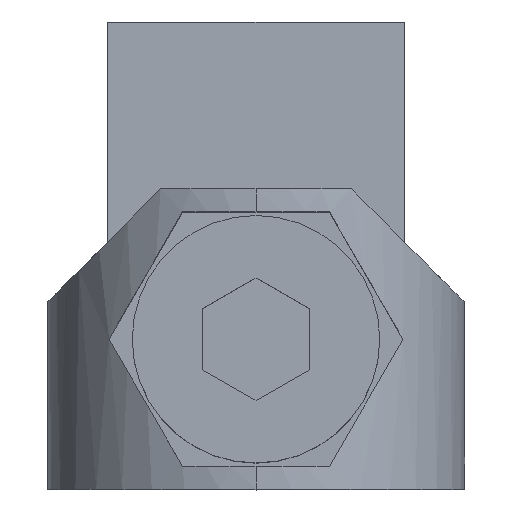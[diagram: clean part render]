
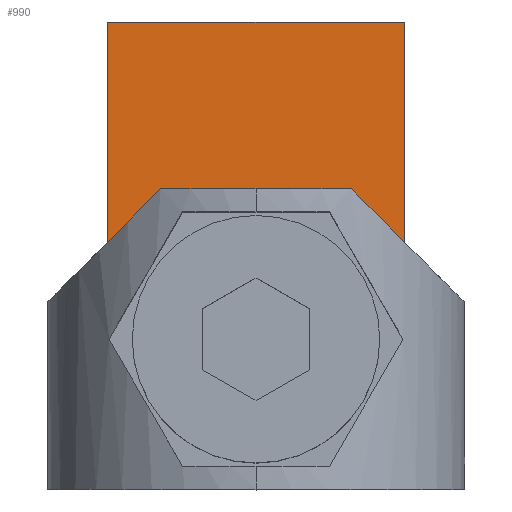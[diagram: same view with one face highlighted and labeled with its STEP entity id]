
A CAD part, top view. The second image highlights one B-rep face of the part: STEP entity #990.
In plain terms, the highlighted planar face has unit normal (0, 0, 1).
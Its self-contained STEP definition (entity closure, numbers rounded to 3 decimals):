
#7 = FACE_OUTER_BOUND ( 'NONE', #147, .T. ) ;
#15 = VERTEX_POINT ( 'NONE', #841 ) ;
#17 = ORIENTED_EDGE ( 'NONE', *, *, #1184, .T. ) ;
#22 = EDGE_CURVE ( 'NONE', #15, #661, #453, .T. ) ;
#29 = CARTESIAN_POINT ( 'NONE',  ( -4.2, -3., -11.8 ) ) ;
#31 = ORIENTED_EDGE ( 'NONE', *, *, #873, .T. ) ;
#53 = CIRCLE ( 'NONE', #323, 2. ) ;
#137 = CARTESIAN_POINT ( 'NONE',  ( -4.2, 9., -11.8 ) ) ;
#147 = EDGE_LOOP ( 'NONE', ( #239, #17, #31, #483 ) ) ;
#171 = DIRECTION ( 'NONE',  ( 1., 0., 0. ) ) ;
#211 = DIRECTION ( 'NONE',  ( -1., 0., 0. ) ) ;
#215 = DIRECTION ( 'NONE',  ( 0., -1., 0. ) ) ;
#221 = VECTOR ( 'NONE', #171, 1000. ) ;
#228 = CARTESIAN_POINT ( 'NONE',  ( 4.2, -3., -11.8 ) ) ;
#232 = DIRECTION ( 'NONE',  ( 0., 1., 0. ) ) ;
#239 = ORIENTED_EDGE ( 'NONE', *, *, #22, .T. ) ;
#265 = FACE_BOUND ( 'NONE', #735, .T. ) ;
#281 = DIRECTION ( 'NONE',  ( 0., 0., 1. ) ) ;
#284 = LINE ( 'NONE', #680, #742 ) ;
#323 = AXIS2_PLACEMENT_3D ( 'NONE', #409, #785, #1039 ) ;
#336 = CARTESIAN_POINT ( 'NONE',  ( 4.2, 9., -11.8 ) ) ;
#361 = VECTOR ( 'NONE', #232, 1000. ) ;
#409 = CARTESIAN_POINT ( 'NONE',  ( 0., 0., -11.8 ) ) ;
#430 = CARTESIAN_POINT ( 'NONE',  ( 4.2, -3., -11.8 ) ) ;
#453 = LINE ( 'NONE', #636, #221 ) ;
#462 = LINE ( 'NONE', #228, #361 ) ;
#468 = EDGE_CURVE ( 'NONE', #914, #1025, #53, .T. ) ;
#483 = ORIENTED_EDGE ( 'NONE', *, *, #992, .T. ) ;
#510 = VERTEX_POINT ( 'NONE', #137 ) ;
#513 = VERTEX_POINT ( 'NONE', #336 ) ;
#522 = DIRECTION ( 'NONE',  ( 1., 0., 0. ) ) ;
#552 = AXIS2_PLACEMENT_3D ( 'NONE', #980, #874, #522 ) ;
#573 = ORIENTED_EDGE ( 'NONE', *, *, #739, .F. ) ;
#636 = CARTESIAN_POINT ( 'NONE',  ( 3.612, -3., -11.8 ) ) ;
#640 = CIRCLE ( 'NONE', #986, 2. ) ;
#643 = ORIENTED_EDGE ( 'NONE', *, *, #468, .F. ) ;
#656 = LINE ( 'NONE', #29, #1005 ) ;
#661 = VERTEX_POINT ( 'NONE', #430 ) ;
#680 = CARTESIAN_POINT ( 'NONE',  ( 3.612, 9., -11.8 ) ) ;
#735 = EDGE_LOOP ( 'NONE', ( #573, #643 ) ) ;
#739 = EDGE_CURVE ( 'NONE', #1025, #914, #640, .T. ) ;
#742 = VECTOR ( 'NONE', #211, 1000. ) ;
#785 = DIRECTION ( 'NONE',  ( 0., 0., 1. ) ) ;
#841 = CARTESIAN_POINT ( 'NONE',  ( -4.2, -3., -11.8 ) ) ;
#873 = EDGE_CURVE ( 'NONE', #513, #510, #284, .T. ) ;
#874 = DIRECTION ( 'NONE',  ( 0., 0., 1. ) ) ;
#886 = CARTESIAN_POINT ( 'NONE',  ( -2., 0., -11.8 ) ) ;
#914 = VERTEX_POINT ( 'NONE', #1219 ) ;
#939 = CARTESIAN_POINT ( 'NONE',  ( 0., 0., -11.8 ) ) ;
#980 = CARTESIAN_POINT ( 'NONE',  ( 3.612, -3., -11.8 ) ) ;
#986 = AXIS2_PLACEMENT_3D ( 'NONE', #939, #281, #1027 ) ;
#990 = ADVANCED_FACE ( 'NONE', ( #265, #7 ), #1161, .T. ) ;
#992 = EDGE_CURVE ( 'NONE', #510, #15, #656, .T. ) ;
#1005 = VECTOR ( 'NONE', #215, 1000. ) ;
#1025 = VERTEX_POINT ( 'NONE', #886 ) ;
#1027 = DIRECTION ( 'NONE',  ( -1., 0., 0. ) ) ;
#1039 = DIRECTION ( 'NONE',  ( -1., 0., 0. ) ) ;
#1161 = PLANE ( 'NONE',  #552 ) ;
#1184 = EDGE_CURVE ( 'NONE', #661, #513, #462, .T. ) ;
#1219 = CARTESIAN_POINT ( 'NONE',  ( 2., 0., -11.8 ) ) ;
